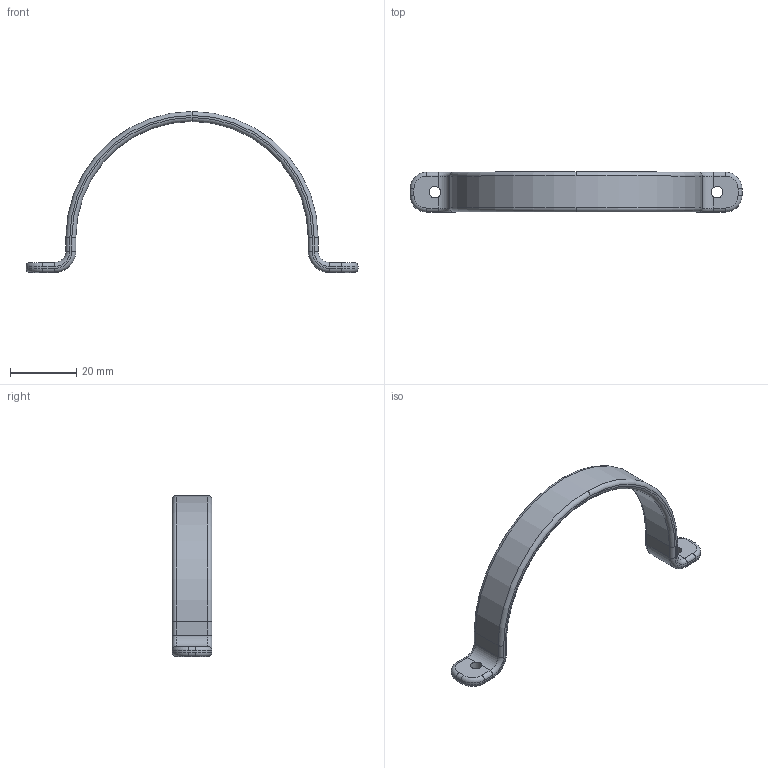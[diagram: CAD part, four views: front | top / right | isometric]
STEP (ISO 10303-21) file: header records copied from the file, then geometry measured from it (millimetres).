
FILE_DESCRIPTION(('FreeCAD Model'),'2;1');
FILE_NAME('Evolution_guardabarros.step','2015-03-17T14:18:53',( 'Author'),(''),'Open CASCADE STEP processor 6.7','FreeCAD','Unknown' );
FILE_SCHEMA(('AUTOMOTIVE_DESIGN_CC2 { 1 2 10303 214 -1 1 5 4 }'));
Length unit declared in the file: millimetre
Products named in the file (1): GUARDABARROS_FINAL
Bounding box: 100 x 12 x 48.5 mm (x, y, z)
Volume: 5273.6 mm3; surface area: 4357.1 mm2
Topology: 1 solids, 1 shells, 68 faces, 170 edges, 100 vertices
Faces by surface type: cylinder 32, torus 24, plane 12
Full cylindrical faces by diameter (mm): 3.5 x2
Entity records: 4685 total; most frequent: CARTESIAN_POINT 1346, DIRECTION 625, ORIENTED_EDGE 340, PCURVE 340, DEFINITIONAL_REPRESENTATION 340, LINE 272, VECTOR 272, EDGE_CURVE 170
